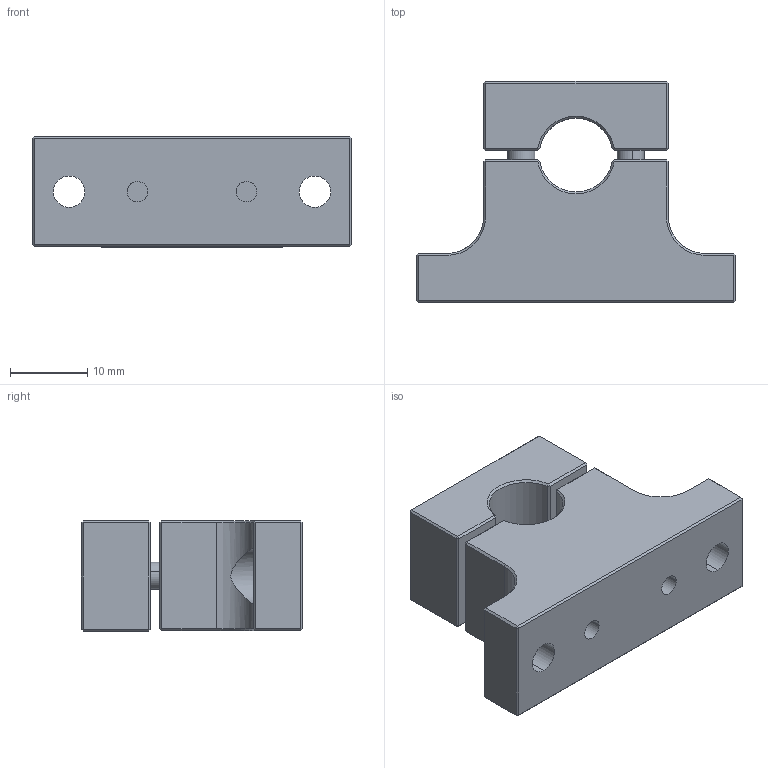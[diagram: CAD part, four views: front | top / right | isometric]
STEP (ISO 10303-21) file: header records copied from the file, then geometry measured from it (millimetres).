
FILE_DESCRIPTION (( 'STEP AP214' ), '1' );
FILE_NAME ('TMSS-06.step', '2017-08-09T17:50:48', ( '' ), ( '' ), 'SwSTEP 2.0', 'SolidWorks 2017', '' );
FILE_SCHEMA (( 'AUTOMOTIVE_DESIGN' ));
Length unit declared in the file: inch
Products named in the file (1): TMSS-06
Bounding box: 41.27 x 28.59 x 14.29 mm (x, y, z)
Volume: 9749.1 mm3; surface area: 5215.7 mm2
Topology: 4 solids, 4 shells, 169 faces, 361 edges, 206 vertices
Faces by surface type: plane 110, cylinder 34, cone 25
Entity records: 6943 total; most frequent: CARTESIAN_POINT 1043, DIRECTION 755, ORIENTED_EDGE 722, EDGE_CURVE 361, AXIS2_PLACEMENT_3D 258, VECTOR 239, LINE 239, VERTEX_POINT 206
